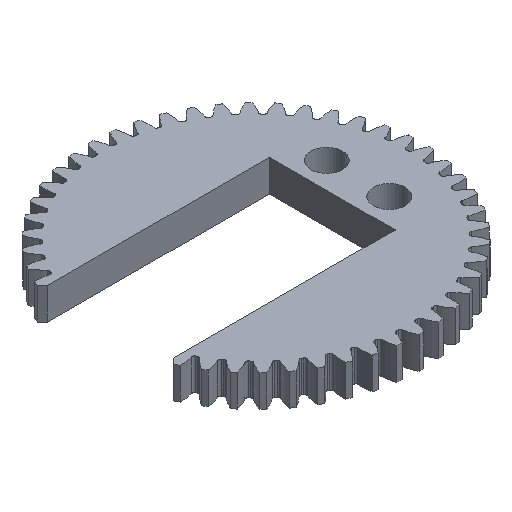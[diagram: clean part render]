
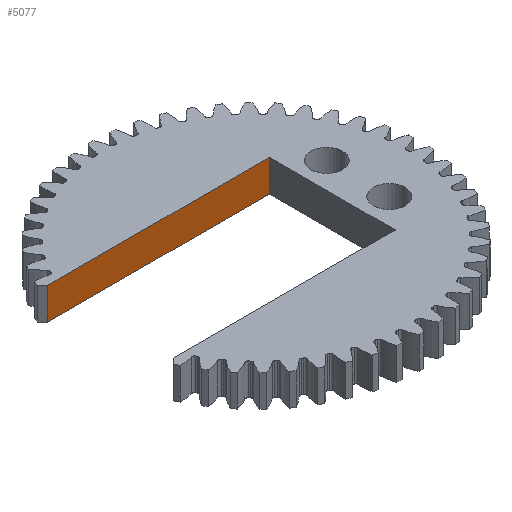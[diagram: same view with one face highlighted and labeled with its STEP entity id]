
A CAD part, isometric view. The second image highlights one B-rep face of the part: STEP entity #5077.
In plain terms, the highlighted planar face has unit normal (0, -1, 0).
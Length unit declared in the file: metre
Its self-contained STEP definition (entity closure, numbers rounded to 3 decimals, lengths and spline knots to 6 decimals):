
#539=PLANE('',#5620);
#546=LINE('',#7021,#816);
#549=LINE('',#11377,#819);
#725=LINE('',#12023,#995);
#810=LINE('',#12508,#1080);
#816=VECTOR('',#5637,1.);
#819=VECTOR('',#6338,1.);
#995=VECTOR('',#6734,1.);
#1080=VECTOR('',#6947,1.);
#2658=ORIENTED_EDGE('',*,*,#2682,.T.);
#2659=ORIENTED_EDGE('',*,*,#3468,.T.);
#2660=ORIENTED_EDGE('',*,*,#3207,.T.);
#2661=ORIENTED_EDGE('',*,*,#3383,.F.);
#2682=EDGE_CURVE('',#3478,#3477,#546,.T.);
#3207=EDGE_CURVE('',#3741,#4001,#549,.T.);
#3383=EDGE_CURVE('',#3478,#4001,#725,.T.);
#3468=EDGE_CURVE('',#3477,#3741,#810,.T.);
#3477=VERTEX_POINT('',#7020);
#3478=VERTEX_POINT('',#7022);
#3741=VERTEX_POINT('',#9202);
#4001=VERTEX_POINT('',#11376);
#4445=EDGE_LOOP('',(#2658,#2659,#2660,#2661));
#4719=FACE_BOUND('',#4445,.T.);
#5077=ADVANCED_FACE('',(#4719),#539,.F.);
#5620=AXIS2_PLACEMENT_3D('',#12507,#6945,#6946);
#5637=DIRECTION('',(1.,0.,0.));
#6338=DIRECTION('',(-1.,0.,0.));
#6734=DIRECTION('',(0.,0.,1.));
#6945=DIRECTION('',(0.,1.,0.));
#6946=DIRECTION('',(-1.,0.,0.));
#6947=DIRECTION('',(0.,0.,1.));
#7020=CARTESIAN_POINT('',(-0.029502,0.037098,0.04572));
#7021=CARTESIAN_POINT('',(-0.005622,0.037098,0.04572));
#7022=CARTESIAN_POINT('',(-0.064931,0.037098,0.04572));
#9202=CARTESIAN_POINT('',(-0.029502,0.037098,0.0508));
#11376=CARTESIAN_POINT('',(-0.064931,0.037098,0.0508));
#11377=CARTESIAN_POINT('',(-0.049822,0.037098,0.0508));
#12023=CARTESIAN_POINT('',(-0.064931,0.037098,0.04572));
#12507=CARTESIAN_POINT('',(-0.049822,0.037098,0.0254));
#12508=CARTESIAN_POINT('',(-0.029502,0.037098,0.0254));
